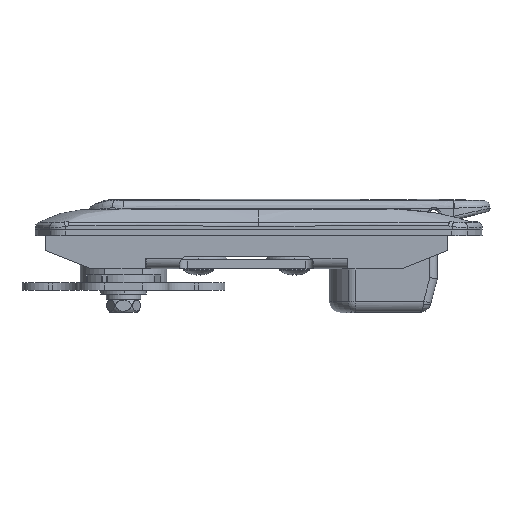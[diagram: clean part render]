
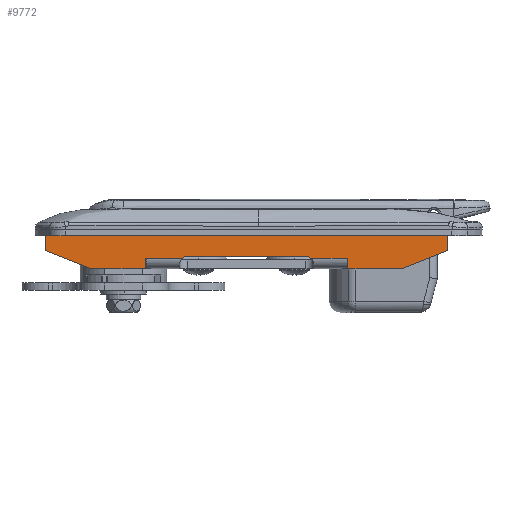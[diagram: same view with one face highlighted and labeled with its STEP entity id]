
A CAD part, left-side view. The second image highlights one B-rep face of the part: STEP entity #9772.
In plain terms, the highlighted face is planar.
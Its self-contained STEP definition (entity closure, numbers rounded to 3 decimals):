
#77 = DIRECTION ( 'NONE',  ( 0., 1., 0. ) ) ;
#201 = ORIENTED_EDGE ( 'NONE', *, *, #5939, .F. ) ;
#279 = VECTOR ( 'NONE', #20533, 1000. ) ;
#426 = EDGE_CURVE ( 'NONE', #21604, #3375, #5520, .T. ) ;
#584 = DIRECTION ( 'NONE',  ( 0., 0., 1. ) ) ;
#587 = DIRECTION ( 'NONE',  ( 0., 1., 0. ) ) ;
#599 = DIRECTION ( 'NONE',  ( -1., 0., 0. ) ) ;
#717 = DIRECTION ( 'NONE',  ( 1., 0., 0. ) ) ;
#817 = CARTESIAN_POINT ( 'NONE',  ( 53.5, 6., 14.3 ) ) ;
#834 = VECTOR ( 'NONE', #20755, 1000. ) ;
#847 = DIRECTION ( 'NONE',  ( -1., 0., 0. ) ) ;
#865 = VERTEX_POINT ( 'NONE', #21880 ) ;
#1032 = VECTOR ( 'NONE', #6251, 1000. ) ;
#1448 = ORIENTED_EDGE ( 'NONE', *, *, #9505, .F. ) ;
#1692 = CARTESIAN_POINT ( 'NONE',  ( -17.073, 6., 14.3 ) ) ;
#1791 = EDGE_CURVE ( 'NONE', #19588, #18829, #11250, .T. ) ;
#2203 = VECTOR ( 'NONE', #599, 1000. ) ;
#2209 = CARTESIAN_POINT ( 'NONE',  ( -26.95, 8.8, 14.3 ) ) ;
#2301 = VERTEX_POINT ( 'NONE', #11024 ) ;
#2863 = ORIENTED_EDGE ( 'NONE', *, *, #19490, .F. ) ;
#2883 = LINE ( 'NONE', #817, #16908 ) ;
#2957 = CARTESIAN_POINT ( 'NONE',  ( -53.5, 4., 14.3 ) ) ;
#3136 = ORIENTED_EDGE ( 'NONE', *, *, #3360, .T. ) ;
#3360 = EDGE_CURVE ( 'NONE', #15410, #11973, #14765, .T. ) ;
#3375 = VERTEX_POINT ( 'NONE', #2957 ) ;
#3414 = VECTOR ( 'NONE', #847, 1000. ) ;
#3641 = CARTESIAN_POINT ( 'NONE',  ( 26.95, 6., 14.3 ) ) ;
#3724 = LINE ( 'NONE', #20318, #17192 ) ;
#4000 = VECTOR ( 'NONE', #587, 1000. ) ;
#4072 = EDGE_CURVE ( 'NONE', #20231, #13590, #5955, .T. ) ;
#4160 = CARTESIAN_POINT ( 'NONE',  ( 53.5, 4., 14.3 ) ) ;
#4395 = DIRECTION ( 'NONE',  ( -1., 0., 0. ) ) ;
#4556 = LINE ( 'NONE', #16339, #4000 ) ;
#4646 = LINE ( 'NONE', #20080, #13429 ) ;
#4698 = ORIENTED_EDGE ( 'NONE', *, *, #21365, .T. ) ;
#4770 = ORIENTED_EDGE ( 'NONE', *, *, #426, .T. ) ;
#5317 = ORIENTED_EDGE ( 'NONE', *, *, #12089, .F. ) ;
#5327 = CARTESIAN_POINT ( 'NONE',  ( 53.5, 0., 14.3 ) ) ;
#5520 = LINE ( 'NONE', #8484, #834 ) ;
#5556 = CARTESIAN_POINT ( 'NONE',  ( -26.95, 6., 14.3 ) ) ;
#5667 = CARTESIAN_POINT ( 'NONE',  ( 15.75, 5.5, 14.3 ) ) ;
#5702 = ORIENTED_EDGE ( 'NONE', *, *, #7844, .T. ) ;
#5939 = EDGE_CURVE ( 'NONE', #865, #19588, #3724, .T. ) ;
#5955 = LINE ( 'NONE', #14909, #10092 ) ;
#6059 = CARTESIAN_POINT ( 'NONE',  ( 53.5, 0., 14.3 ) ) ;
#6210 = EDGE_LOOP ( 'NONE', ( #19258, #6965, #12582, #201, #5317, #4698, #18597, #2863, #1448, #15630, #19162, #20251, #3136, #16506, #4770, #5702 ) ) ;
#6251 = DIRECTION ( 'NONE',  ( -1., 0., 0. ) ) ;
#6255 = DIRECTION ( 'NONE',  ( 0.928, -0.371, 0. ) ) ;
#6820 = VECTOR ( 'NONE', #717, 1000. ) ;
#6965 = ORIENTED_EDGE ( 'NONE', *, *, #16512, .F. ) ;
#7195 = VERTEX_POINT ( 'NONE', #5667 ) ;
#7844 = EDGE_CURVE ( 'NONE', #3375, #22530, #4646, .T. ) ;
#7934 = CARTESIAN_POINT ( 'NONE',  ( 17.073, 6., 14.3 ) ) ;
#8091 = DIRECTION ( 'NONE',  ( 0., 0., -1. ) ) ;
#8097 = LINE ( 'NONE', #9623, #3414 ) ;
#8484 = CARTESIAN_POINT ( 'NONE',  ( 37.362, 40.345, 14.3 ) ) ;
#9027 = EDGE_CURVE ( 'NONE', #18376, #2301, #18101, .T. ) ;
#9110 = LINE ( 'NONE', #17011, #279 ) ;
#9505 = EDGE_CURVE ( 'NONE', #20817, #7195, #20830, .T. ) ;
#9592 = EDGE_CURVE ( 'NONE', #17227, #22530, #19726, .T. ) ;
#9623 = CARTESIAN_POINT ( 'NONE',  ( 53.5, 8.8, 14.3 ) ) ;
#9681 = CARTESIAN_POINT ( 'NONE',  ( -53.5, 6., 14.3 ) ) ;
#9772 = ADVANCED_FACE ( 'NONE', ( #12866 ), #14082, .F. ) ;
#9812 = DIRECTION ( 'NONE',  ( 1., 0., 0. ) ) ;
#10092 = VECTOR ( 'NONE', #4395, 1000. ) ;
#10290 = AXIS2_PLACEMENT_3D ( 'NONE', #5327, #10627, #77 ) ;
#10627 = DIRECTION ( 'NONE',  ( 0., 0., -1. ) ) ;
#11024 = CARTESIAN_POINT ( 'NONE',  ( 26.75, 6., 14.3 ) ) ;
#11120 = CARTESIAN_POINT ( 'NONE',  ( 15.75, 7.5, 14.3 ) ) ;
#11250 = LINE ( 'NONE', #16784, #21126 ) ;
#11345 = DIRECTION ( 'NONE',  ( 1., 0., 0. ) ) ;
#11549 = AXIS2_PLACEMENT_3D ( 'NONE', #18613, #8091, #20381 ) ;
#11973 = VERTEX_POINT ( 'NONE', #2209 ) ;
#12089 = EDGE_CURVE ( 'NONE', #20952, #865, #4556, .T. ) ;
#12188 = EDGE_CURVE ( 'NONE', #15410, #13590, #2883, .T. ) ;
#12438 = CIRCLE ( 'NONE', #18334, 2. ) ;
#12582 = ORIENTED_EDGE ( 'NONE', *, *, #1791, .F. ) ;
#12824 = EDGE_CURVE ( 'NONE', #11973, #21604, #8097, .T. ) ;
#12866 = FACE_OUTER_BOUND ( 'NONE', #6210, .T. ) ;
#12885 = DIRECTION ( 'NONE',  ( 0., 1., 0. ) ) ;
#13010 = CARTESIAN_POINT ( 'NONE',  ( -26.75, 6., 14.3 ) ) ;
#13429 = VECTOR ( 'NONE', #21829, 1000. ) ;
#13496 = DIRECTION ( 'NONE',  ( 0., 1., 0. ) ) ;
#13590 = VERTEX_POINT ( 'NONE', #13010 ) ;
#13648 = CARTESIAN_POINT ( 'NONE',  ( -41.5, 8.8, 14.3 ) ) ;
#13934 = CARTESIAN_POINT ( 'NONE',  ( -15.75, 5.5, 14.3 ) ) ;
#13983 = VECTOR ( 'NONE', #20176, 1000. ) ;
#14082 = PLANE ( 'NONE',  #10290 ) ;
#14574 = CIRCLE ( 'NONE', #11549, 2. ) ;
#14765 = LINE ( 'NONE', #16941, #18882 ) ;
#14909 = CARTESIAN_POINT ( 'NONE',  ( 53.5, 6., 14.3 ) ) ;
#15410 = VERTEX_POINT ( 'NONE', #5556 ) ;
#15630 = ORIENTED_EDGE ( 'NONE', *, *, #17610, .T. ) ;
#16339 = CARTESIAN_POINT ( 'NONE',  ( 26.95, 0., 14.3 ) ) ;
#16506 = ORIENTED_EDGE ( 'NONE', *, *, #12824, .T. ) ;
#16512 = EDGE_CURVE ( 'NONE', #18829, #17227, #9110, .T. ) ;
#16774 = LINE ( 'NONE', #19808, #2203 ) ;
#16784 = CARTESIAN_POINT ( 'NONE',  ( -37.362, 40.345, 14.3 ) ) ;
#16790 = CARTESIAN_POINT ( 'NONE',  ( 41.5, 8.8, 14.3 ) ) ;
#16908 = VECTOR ( 'NONE', #11345, 1000. ) ;
#16941 = CARTESIAN_POINT ( 'NONE',  ( -26.95, 0., 14.3 ) ) ;
#17011 = CARTESIAN_POINT ( 'NONE',  ( 53.5, 0., 14.3 ) ) ;
#17192 = VECTOR ( 'NONE', #9812, 1000. ) ;
#17227 = VERTEX_POINT ( 'NONE', #6059 ) ;
#17410 = CARTESIAN_POINT ( 'NONE',  ( -53.5, 0., 14.3 ) ) ;
#17610 = EDGE_CURVE ( 'NONE', #20817, #20231, #14574, .T. ) ;
#18101 = LINE ( 'NONE', #9681, #13983 ) ;
#18334 = AXIS2_PLACEMENT_3D ( 'NONE', #11120, #584, #12885 ) ;
#18376 = VERTEX_POINT ( 'NONE', #7934 ) ;
#18389 = CARTESIAN_POINT ( 'NONE',  ( 53.5, 5.5, 14.3 ) ) ;
#18597 = ORIENTED_EDGE ( 'NONE', *, *, #9027, .F. ) ;
#18612 = CARTESIAN_POINT ( 'NONE',  ( 53.5, 0., 14.3 ) ) ;
#18613 = CARTESIAN_POINT ( 'NONE',  ( -15.75, 7.5, 14.3 ) ) ;
#18829 = VERTEX_POINT ( 'NONE', #4160 ) ;
#18882 = VECTOR ( 'NONE', #13496, 1000. ) ;
#19162 = ORIENTED_EDGE ( 'NONE', *, *, #4072, .T. ) ;
#19258 = ORIENTED_EDGE ( 'NONE', *, *, #9592, .F. ) ;
#19490 = EDGE_CURVE ( 'NONE', #7195, #18376, #12438, .T. ) ;
#19588 = VERTEX_POINT ( 'NONE', #16790 ) ;
#19726 = LINE ( 'NONE', #18612, #1032 ) ;
#19808 = CARTESIAN_POINT ( 'NONE',  ( -53.5, 6., 14.3 ) ) ;
#20080 = CARTESIAN_POINT ( 'NONE',  ( -53.5, 0., 14.3 ) ) ;
#20176 = DIRECTION ( 'NONE',  ( 1., 0., 0. ) ) ;
#20231 = VERTEX_POINT ( 'NONE', #1692 ) ;
#20251 = ORIENTED_EDGE ( 'NONE', *, *, #12188, .F. ) ;
#20318 = CARTESIAN_POINT ( 'NONE',  ( -53.5, 8.8, 14.3 ) ) ;
#20381 = DIRECTION ( 'NONE',  ( 0., 1., 0. ) ) ;
#20533 = DIRECTION ( 'NONE',  ( 0., -1., 0. ) ) ;
#20755 = DIRECTION ( 'NONE',  ( -0.928, -0.371, 0. ) ) ;
#20817 = VERTEX_POINT ( 'NONE', #13934 ) ;
#20830 = LINE ( 'NONE', #18389, #6820 ) ;
#20952 = VERTEX_POINT ( 'NONE', #3641 ) ;
#21126 = VECTOR ( 'NONE', #6255, 1000. ) ;
#21365 = EDGE_CURVE ( 'NONE', #20952, #2301, #16774, .T. ) ;
#21604 = VERTEX_POINT ( 'NONE', #13648 ) ;
#21829 = DIRECTION ( 'NONE',  ( 0., -1., 0. ) ) ;
#21880 = CARTESIAN_POINT ( 'NONE',  ( 26.95, 8.8, 14.3 ) ) ;
#22530 = VERTEX_POINT ( 'NONE', #17410 ) ;
